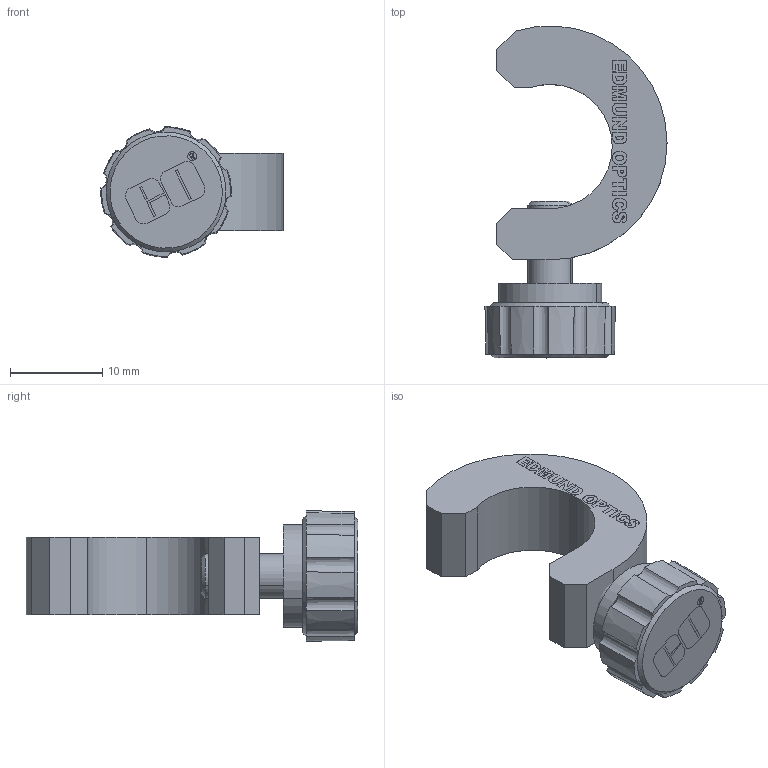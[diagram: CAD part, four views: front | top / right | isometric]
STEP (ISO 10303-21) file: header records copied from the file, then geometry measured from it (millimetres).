
FILE_DESCRIPTION (( 'STEP AP203' ), '1' );
FILE_NAME ('Web Model 58992_58992.step', '2017-05-18T20:23:49', ( '' ), ( '' ), 'SwSTEP 2.0', 'SolidWorks 2016', '' );
FILE_SCHEMA (( 'CONFIG_CONTROL_DESIGN' ));
Length unit declared in the file: millimetre
Products named in the file (5): Web Model 58992 C___; Web Model 58992_58992; Web Model 58992 D; Web Model 58992 B___; Web Model 58992 A
Assembly tree (4 placements, depth 3):
  Web Model 58992_58992
    Web Model 58992 D
    Web Model 58992 C___
      Web Model 58992 B___
      Web Model 58992 A
Bounding box: 19.78 x 36.03 x 14.17 mm (x, y, z)
Volume: 3157.5 mm3; surface area: 2568.1 mm2
Topology: 3 solids, 3 shells, 388 faces, 1019 edges, 674 vertices
Faces by surface type: plane 211, bspline 121, cylinder 28, cone 28
Entity records: 18948 total; most frequent: CARTESIAN_POINT 9588, ORIENTED_EDGE 2038, DIRECTION 1441, EDGE_CURVE 1019, VERTEX_POINT 674, VECTOR 615, LINE 615, EDGE_LOOP 427
